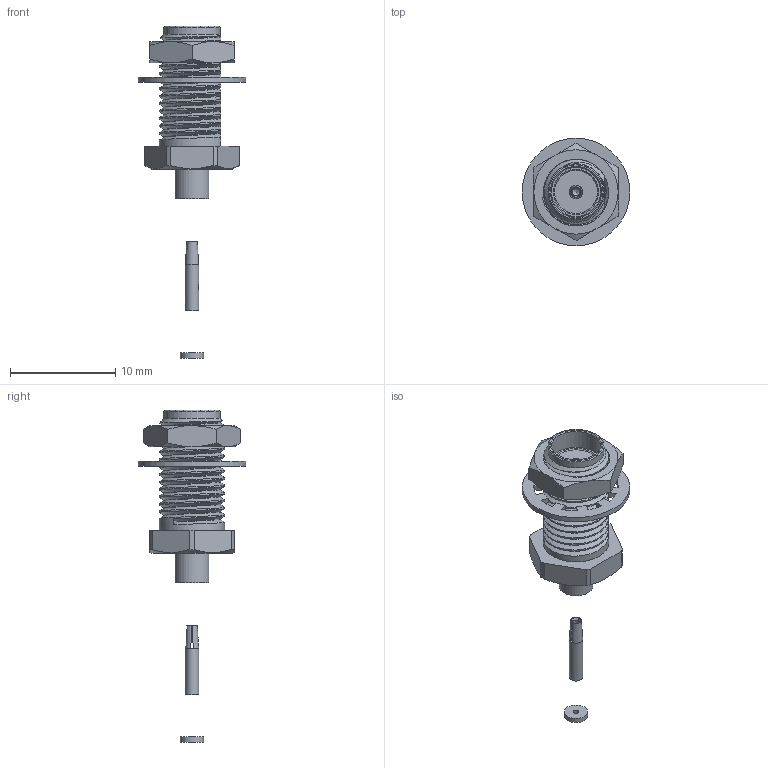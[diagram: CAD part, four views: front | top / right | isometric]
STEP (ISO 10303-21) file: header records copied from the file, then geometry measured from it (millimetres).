
FILE_DESCRIPTION(/* description */ ('Unknown'),/* implementation_level */ '2;1');
FILE_NAME(/* name */ '60329421110820',/* time_stamp */ '2019-03-27T12:19:38+01:00',/* author */ ('Unknown'),/* organization */ ('Unknown'),/* preprocessor_version */ 'ST-DEVELOPER v16.7',/* originating_system */ 'DEX',/* authorisation */ $);
FILE_SCHEMA (('AUTOMOTIVE_DESIGN {1 0 10303 214 3 1 1}'));
Length unit declared in the file: millimetre
Products named in the file (1): 60329421110820
Bounding box: 10.2 x 10.2 x 31.5 mm (x, y, z)
Volume: 443.4 mm3; surface area: 913.7 mm2
Topology: 4 solids, 4 shells, 172 faces, 475 edges, 304 vertices
Faces by surface type: plane 69, cylinder 54, cone 30, bspline 18, sphere 1
Full cylindrical faces by diameter (mm): 0.5 x2, 0.6 x1, 0.95 x1, 1.27 x2, 2.2 x1, 2.24 x1, 3.2 x1, 4.65 x1, 5.33 x1, 10.2 x1
Entity records: 9787 total; most frequent: CARTESIAN_POINT 5791, ORIENTED_EDGE 886, DIRECTION 689, EDGE_CURVE 443, VERTEX_POINT 296, AXIS2_PLACEMENT_3D 273, FACE_BOUND 209, EDGE_LOOP 207
